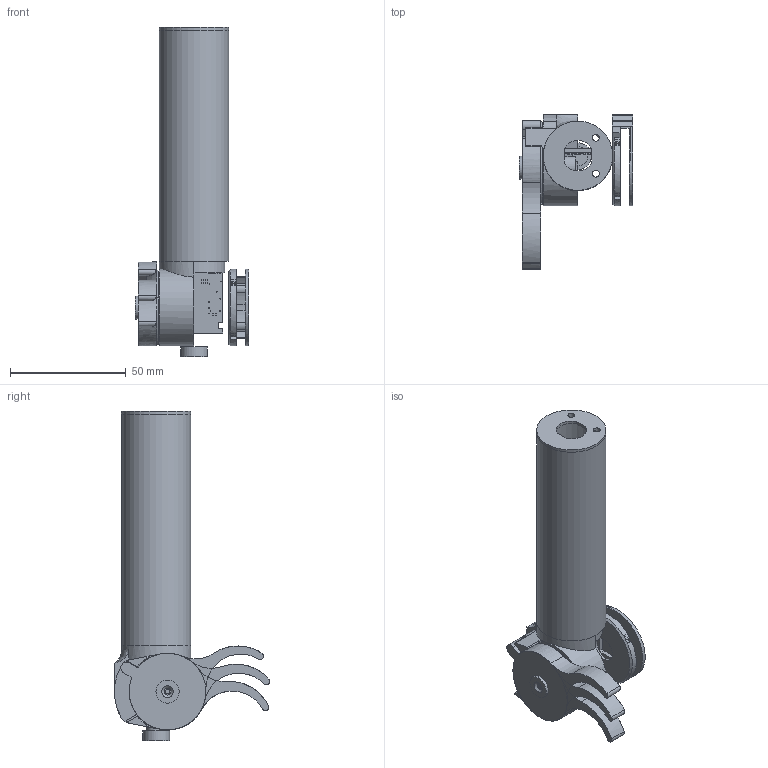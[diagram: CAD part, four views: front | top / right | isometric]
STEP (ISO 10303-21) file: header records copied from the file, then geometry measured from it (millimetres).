
FILE_DESCRIPTION(/* description */ (''),/* implementation_level */ '2;1');
FILE_NAME(/* name */ 'BremoteSTEP_20230410.step',/* time_stamp */ '2023-04-10T00:09:01+02:00',/* author */ (''),/* organization */ (''),/* preprocessor_version */ 'ST-DEVELOPER v19.2',/* originating_system */ 'Autodesk Translation Framework v12.4.0.73',/* authorisation */ '');
FILE_SCHEMA (('AUTOMOTIVE_DESIGN { 1 0 10303 214 3 1 1 }'));
Length unit declared in the file: millimetre
Products named in the file (18): StepCombined; MainParts; MainBody_New; Washer; TriggerSpring_New; MagnetRod; Exp_Trigger_Rotator; Trigger; SelectorSpring; SelectorRotator; MagnetRod_1; TxPCB_V1 v2; Board; Packages; CHIP-LED0805; C0603; R0603; SelectorArm (1)
Assembly tree (58 placements, depth 5):
  StepCombined
    MainParts
      MainBody_New
      Washer
      TriggerSpring_New
      MagnetRod
    Exp_Trigger_Rotator
      Trigger
      SelectorSpring
      SelectorRotator
      MagnetRod_1
      TxPCB_V1 v2
        Board
        Packages
          CHIP-LED0805
          C0603  x21
          R0603  x22
      SelectorArm (1)
Bounding box: 48.9 x 67.17 x 142.4 mm (x, y, z)
Volume: 44274.5 mm3; surface area: 68352.2 mm2
Topology: 64 solids, 64 shells, 2366 faces, 5419 edges, 3244 vertices
Faces by surface type: plane 1028, cylinder 899, sphere 352, cone 50, bspline 37
Full cylindrical faces by diameter (mm): 0.3 x109, 0.35 x42, 1.016 x9, 2 x2, 3 x8, 5.6 x2, 6 x1, 8 x2, 8.4 x1, 8.577 x1, 10 x1, 10.177 x1, 10.4 x1, 11.6 x1, 27.6 x1, 30 x2
Entity records: 32629 total; most frequent: CARTESIAN_POINT 7811, DIRECTION 5110, ORIENTED_EDGE 4862, EDGE_CURVE 2431, AXIS2_PLACEMENT_3D 1889, VERTEX_POINT 1588, LINE 1332, VECTOR 1332
